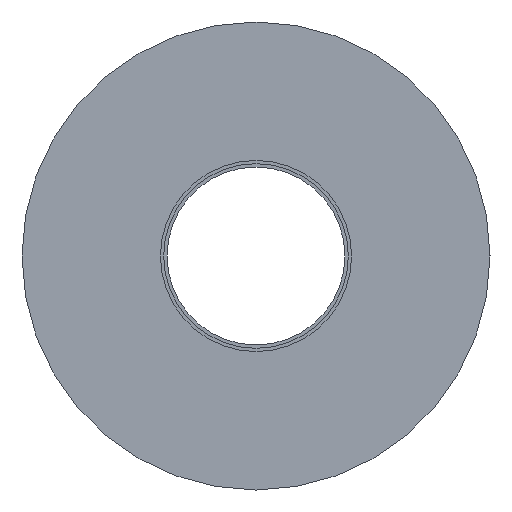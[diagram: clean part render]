
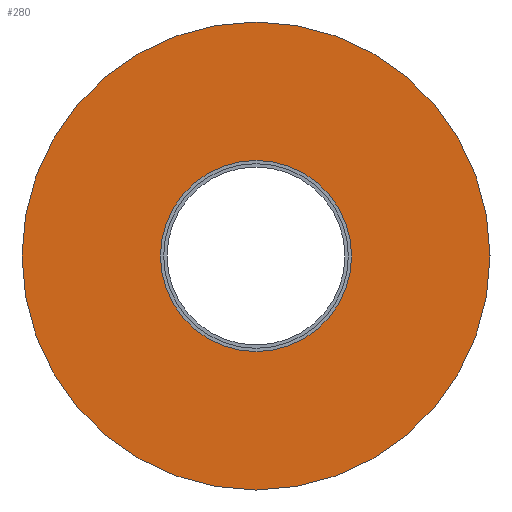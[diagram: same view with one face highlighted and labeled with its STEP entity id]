
A CAD part, left-side view. The second image highlights one B-rep face of the part: STEP entity #280.
In plain terms, the highlighted planar face has unit normal (-1, 0, 0).
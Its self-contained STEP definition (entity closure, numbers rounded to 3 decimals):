
#72=ORIENTED_EDGE('',*,*,#101,.T.);
#73=ORIENTED_EDGE('',*,*,#100,.F.);
#100=EDGE_CURVE('',#124,#124,#148,.T.);
#101=EDGE_CURVE('',#125,#125,#149,.T.);
#124=VERTEX_POINT('',#505);
#125=VERTEX_POINT('',#508);
#148=CIRCLE('',#337,177.5);
#149=CIRCLE('',#339,70.);
#192=EDGE_LOOP('',(#72));
#193=EDGE_LOOP('',(#73));
#240=FACE_BOUND('',#192,.T.);
#241=FACE_BOUND('',#193,.T.);
#258=PLANE('',#338);
#280=ADVANCED_FACE('',(#240,#241),#258,.T.);
#337=AXIS2_PLACEMENT_3D('',#504,#427,#428);
#338=AXIS2_PLACEMENT_3D('',#506,#429,#430);
#339=AXIS2_PLACEMENT_3D('',#507,#431,#432);
#427=DIRECTION('',(1.,0.,0.));
#428=DIRECTION('',(0.,0.,-1.));
#429=DIRECTION('',(-1.,0.,0.));
#430=DIRECTION('',(0.,0.,1.));
#431=DIRECTION('',(1.,0.,0.));
#432=DIRECTION('',(0.,0.,-1.));
#504=CARTESIAN_POINT('',(-489.,0.,0.));
#505=CARTESIAN_POINT('',(-489.,0.,-177.5));
#506=CARTESIAN_POINT('',(-489.,177.5,0.));
#507=CARTESIAN_POINT('',(-489.,0.,0.));
#508=CARTESIAN_POINT('',(-489.,0.,-70.));
